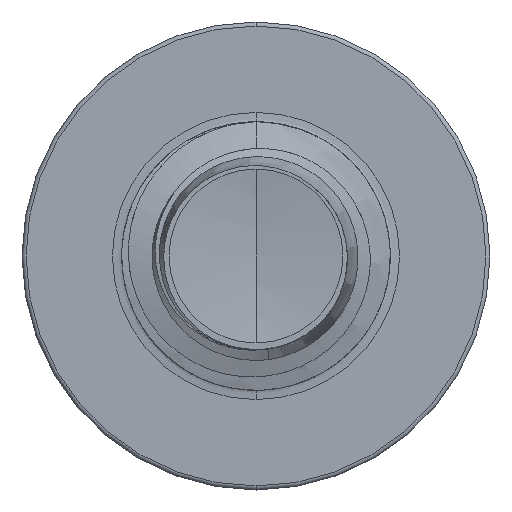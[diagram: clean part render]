
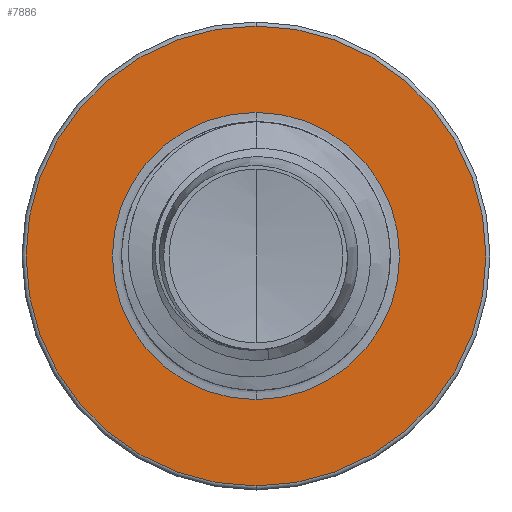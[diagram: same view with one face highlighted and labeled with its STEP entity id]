
A CAD part, front view. The second image highlights one B-rep face of the part: STEP entity #7886.
In plain terms, the highlighted planar face has unit normal (0, -1, 0).
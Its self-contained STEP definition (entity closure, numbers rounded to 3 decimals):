
#2645 = EDGE_LOOP ( 'NONE', ( #24116, #12013 ) ) ;
#4635 = EDGE_LOOP ( 'NONE', ( #10568, #24451 ) ) ;
#5234 = EDGE_CURVE ( 'NONE', #15661, #20352, #15847, .T. ) ;
#5880 = AXIS2_PLACEMENT_3D ( 'NONE', #20534, #7999, #21923 ) ;
#5999 = DIRECTION ( 'NONE',  ( 0., 1., 0. ) ) ;
#7093 = CARTESIAN_POINT ( 'NONE',  ( 0., 11., 2.998 ) ) ;
#7886 = ADVANCED_FACE ( 'NONE', ( #22129, #18106 ), #14390, .F. ) ;
#7999 = DIRECTION ( 'NONE',  ( 0., 1., 0. ) ) ;
#8443 = CARTESIAN_POINT ( 'NONE',  ( 0., 11., -1.872 ) ) ;
#9188 = AXIS2_PLACEMENT_3D ( 'NONE', #10763, #10725, #10721 ) ;
#9493 = EDGE_CURVE ( 'NONE', #18696, #18809, #24685, .T. ) ;
#10568 = ORIENTED_EDGE ( 'NONE', *, *, #19421, .T. ) ;
#10721 = DIRECTION ( 'NONE',  ( 0., 0., 1. ) ) ;
#10725 = DIRECTION ( 'NONE',  ( 0., 1., 0. ) ) ;
#10763 = CARTESIAN_POINT ( 'NONE',  ( 0., 11., 0. ) ) ;
#12013 = ORIENTED_EDGE ( 'NONE', *, *, #16849, .F. ) ;
#12682 = DIRECTION ( 'NONE',  ( 0., 0., 1. ) ) ;
#12723 = DIRECTION ( 'NONE',  ( 0., 1., 0. ) ) ;
#14390 = PLANE ( 'NONE',  #24224 ) ;
#14561 = CARTESIAN_POINT ( 'NONE',  ( 0., 11., -1.872 ) ) ;
#14987 = CIRCLE ( 'NONE', #5880, 1.872 ) ;
#15661 = VERTEX_POINT ( 'NONE', #7093 ) ;
#15847 = CIRCLE ( 'NONE', #9188, 2.998 ) ;
#16849 = EDGE_CURVE ( 'NONE', #20352, #15661, #22088, .T. ) ;
#18106 = FACE_BOUND ( 'NONE', #4635, .T. ) ;
#18696 = VERTEX_POINT ( 'NONE', #8443 ) ;
#18809 = VERTEX_POINT ( 'NONE', #23548 ) ;
#19272 = CARTESIAN_POINT ( 'NONE',  ( 0., 11., 0. ) ) ;
#19421 = EDGE_CURVE ( 'NONE', #18809, #18696, #14987, .T. ) ;
#20352 = VERTEX_POINT ( 'NONE', #20511 ) ;
#20511 = CARTESIAN_POINT ( 'NONE',  ( 0., 11., -2.997 ) ) ;
#20534 = CARTESIAN_POINT ( 'NONE',  ( 0., 11., 0. ) ) ;
#20742 = DIRECTION ( 'NONE',  ( 0., 0., 1. ) ) ;
#21099 = AXIS2_PLACEMENT_3D ( 'NONE', #21965, #21945, #21924 ) ;
#21923 = DIRECTION ( 'NONE',  ( 0., 0., 1. ) ) ;
#21924 = DIRECTION ( 'NONE',  ( 0., 0., 1. ) ) ;
#21945 = DIRECTION ( 'NONE',  ( 0., 1., 0. ) ) ;
#21965 = CARTESIAN_POINT ( 'NONE',  ( 0., 11., 0. ) ) ;
#22088 = CIRCLE ( 'NONE', #22221, 2.998 ) ;
#22129 = FACE_OUTER_BOUND ( 'NONE', #2645, .T. ) ;
#22221 = AXIS2_PLACEMENT_3D ( 'NONE', #19272, #5999, #20742 ) ;
#23548 = CARTESIAN_POINT ( 'NONE',  ( 0., 11., 1.872 ) ) ;
#24116 = ORIENTED_EDGE ( 'NONE', *, *, #5234, .F. ) ;
#24224 = AXIS2_PLACEMENT_3D ( 'NONE', #14561, #12723, #12682 ) ;
#24451 = ORIENTED_EDGE ( 'NONE', *, *, #9493, .T. ) ;
#24685 = CIRCLE ( 'NONE', #21099, 1.872 ) ;
